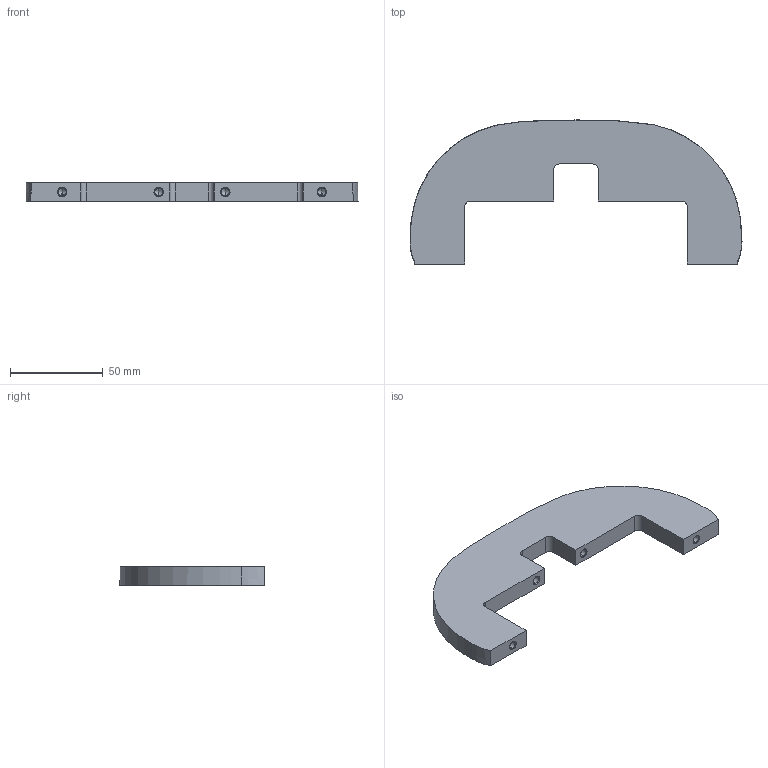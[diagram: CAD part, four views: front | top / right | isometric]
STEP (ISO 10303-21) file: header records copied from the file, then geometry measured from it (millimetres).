
FILE_DESCRIPTION (( 'STEP AP214' ), '1' );
FILE_NAME ('IX-USI-007-Aa-support-chassis-1.STEP', '2019-09-06T16:23:29', ( '' ), ( '' ), 'SwSTEP 2.0', 'SolidWorks 2016', '' );
FILE_SCHEMA (( 'AUTOMOTIVE_DESIGN' ));
Length unit declared in the file: millimetre
Products named in the file (1): IX-USI-007-Aa-support-chassis-1
Bounding box: 179.16 x 77.76 x 10 mm (x, y, z)
Volume: 74920.2 mm3; surface area: 22096.3 mm2
Topology: 1 solids, 1 shells, 43 faces, 107 edges, 62 vertices
Faces by surface type: cone 16, cylinder 12, plane 11, bspline 4
Entity records: 3314 total; most frequent: CARTESIAN_POINT 2226, ORIENTED_EDGE 198, DIRECTION 198, EDGE_CURVE 99, AXIS2_PLACEMENT_3D 72, VERTEX_POINT 62, LINE 54, VECTOR 54
